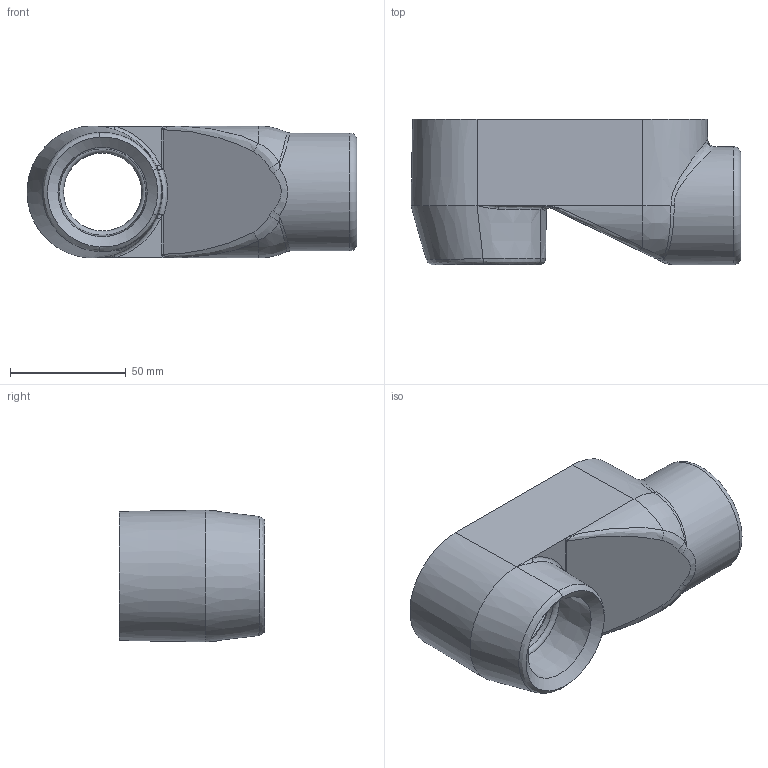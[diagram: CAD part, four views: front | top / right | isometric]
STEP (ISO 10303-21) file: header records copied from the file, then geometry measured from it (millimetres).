
FILE_DESCRIPTION(/* description */ (''),/* implementation_level */ '2;1');
FILE_NAME(/* name */ 'KIL_SLB-4.stp',/* time_stamp */ '2020-09-29T18:22:33+06:00',/* author */ ('lsugumaran'),/* organization */ (''),/* preprocessor_version */ 'ST-DEVELOPER v18',/* originating_system */ 'Autodesk Inventor 2020',/* authorisation */ '');
FILE_SCHEMA (('AUTOMOTIVE_DESIGN { 1 0 10303 214 3 1 1 }'));
Length unit declared in the file: inch
Products named in the file (1): 0194806 -2
Bounding box: 142.2 x 62.71 x 56.88 mm (x, y, z)
Volume: 124487.6 mm3; surface area: 48442.7 mm2
Topology: 1 solids, 1 shells, 428 faces, 1085 edges, 662 vertices
Faces by surface type: bspline 199, plane 115, cylinder 45, cone 42, torus 17, sphere 10
Full cylindrical faces by diameter (mm): 33.884 x1, 50.8 x1
Entity records: 20581 total; most frequent: CARTESIAN_POINT 11585, ORIENTED_EDGE 2126, DIRECTION 1407, EDGE_CURVE 1063, VERTEX_POINT 662, AXIS2_PLACEMENT_3D 526, EDGE_LOOP 457, FACE_OUTER_BOUND 428
